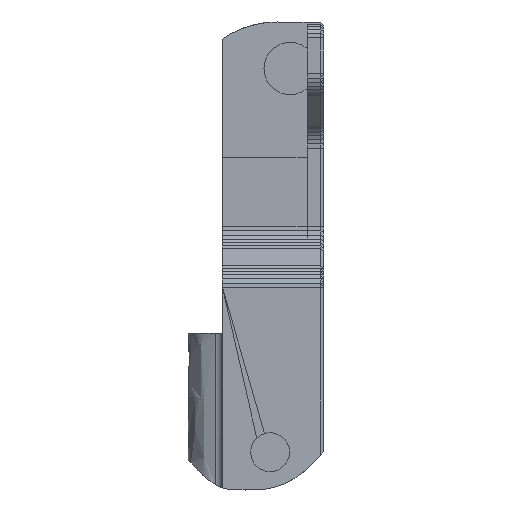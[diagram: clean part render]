
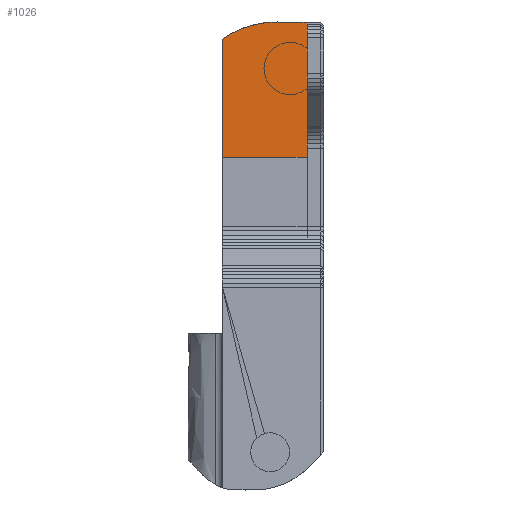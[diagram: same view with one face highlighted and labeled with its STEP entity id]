
A CAD part, front view. The second image highlights one B-rep face of the part: STEP entity #1026.
In plain terms, the highlighted planar face has unit normal (0, -1, 0).
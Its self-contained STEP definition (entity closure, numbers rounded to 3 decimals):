
#1026=ADVANCED_FACE('',(#2148),#16345,.T.);
#2148=FACE_OUTER_BOUND('',#3270,.T.);
#3270=EDGE_LOOP('',(#7132,#7133,#7134,#7135,#7136,#7137,#7138,#7139,#7140,
#7141,#7142,#7143,#7144,#7145,#7146));
#7132=ORIENTED_EDGE('',*,*,#9768,.F.);
#7133=ORIENTED_EDGE('',*,*,#9767,.T.);
#7134=ORIENTED_EDGE('',*,*,#9769,.T.);
#7135=ORIENTED_EDGE('',*,*,#10746,.T.);
#7136=ORIENTED_EDGE('',*,*,#10747,.T.);
#7137=ORIENTED_EDGE('',*,*,#10748,.T.);
#7138=ORIENTED_EDGE('',*,*,#10749,.T.);
#7139=ORIENTED_EDGE('',*,*,#10753,.T.);
#7140=ORIENTED_EDGE('',*,*,#10750,.F.);
#7141=ORIENTED_EDGE('',*,*,#10751,.T.);
#7142=ORIENTED_EDGE('',*,*,#10484,.F.);
#7143=ORIENTED_EDGE('',*,*,#9938,.F.);
#7144=ORIENTED_EDGE('',*,*,#9917,.F.);
#7145=ORIENTED_EDGE('',*,*,#9916,.T.);
#7146=ORIENTED_EDGE('',*,*,#9919,.T.);
#9767=EDGE_CURVE('',#14332,#14333,#12482,.T.);
#9768=EDGE_CURVE('',#14332,#14948,#12483,.T.);
#9769=EDGE_CURVE('',#14333,#14949,#12484,.T.);
#9916=EDGE_CURVE('',#14426,#14427,#12631,.T.);
#9917=EDGE_CURVE('',#14426,#14441,#12632,.T.);
#9919=EDGE_CURVE('',#14427,#14948,#12634,.T.);
#9938=EDGE_CURVE('',#14441,#14769,#12653,.T.);
#10484=EDGE_CURVE('',#14769,#14956,#13199,.T.);
#10746=EDGE_CURVE('',#14949,#14950,#13461,.T.);
#10747=EDGE_CURVE('',#14950,#14951,#13462,.T.);
#10748=EDGE_CURVE('',#14951,#14952,#13463,.T.);
#10749=EDGE_CURVE('',#14952,#14954,#13464,.T.);
#10750=EDGE_CURVE('',#14953,#14955,#13465,.T.);
#10751=EDGE_CURVE('',#14953,#14956,#13466,.T.);
#10753=EDGE_CURVE('',#14954,#14955,#13468,.T.);
#12482=B_SPLINE_CURVE_WITH_KNOTS('',1,(#24028,#24029),.UNSPECIFIED.,.F.,
 .F.,(2,2),(0.,1.),.UNSPECIFIED.);
#12483=B_SPLINE_CURVE_WITH_KNOTS('',1,(#24030,#24031),.UNSPECIFIED.,.F.,
 .F.,(2,2),(0.,1.),.UNSPECIFIED.);
#12484=B_SPLINE_CURVE_WITH_KNOTS('',1,(#24032,#24033),.UNSPECIFIED.,.F.,
 .F.,(2,2),(0.,1.),.UNSPECIFIED.);
#12631=B_SPLINE_CURVE_WITH_KNOTS('',1,(#24326,#24327),.UNSPECIFIED.,.F.,
 .F.,(2,2),(0.,1.),.UNSPECIFIED.);
#12632=B_SPLINE_CURVE_WITH_KNOTS('',1,(#24328,#24329),.UNSPECIFIED.,.F.,
 .F.,(2,2),(0.,1.),.UNSPECIFIED.);
#12634=B_SPLINE_CURVE_WITH_KNOTS('',1,(#24332,#24333),.UNSPECIFIED.,.F.,
 .F.,(2,2),(0.,1.),.UNSPECIFIED.);
#12653=B_SPLINE_CURVE_WITH_KNOTS('',1,(#24370,#24371),.UNSPECIFIED.,.F.,
 .F.,(2,2),(0.,1.),.UNSPECIFIED.);
#13199=B_SPLINE_CURVE_WITH_KNOTS('',1,(#25462,#25463),.UNSPECIFIED.,.F.,
 .F.,(2,2),(0.,1.),.UNSPECIFIED.);
#13461=B_SPLINE_CURVE_WITH_KNOTS('',1,(#25986,#25987),.UNSPECIFIED.,.F.,
 .F.,(2,2),(0.,1.),.UNSPECIFIED.);
#13462=B_SPLINE_CURVE_WITH_KNOTS('',1,(#25988,#25989),.UNSPECIFIED.,.F.,
 .F.,(2,2),(0.,1.),.UNSPECIFIED.);
#13463=B_SPLINE_CURVE_WITH_KNOTS('',1,(#25990,#25991),.UNSPECIFIED.,.F.,
 .F.,(2,2),(0.,1.),.UNSPECIFIED.);
#13464=B_SPLINE_CURVE_WITH_KNOTS('',1,(#25992,#25993),.UNSPECIFIED.,.F.,
 .F.,(2,2),(0.,1.),.UNSPECIFIED.);
#13465=B_SPLINE_CURVE_WITH_KNOTS('',1,(#25994,#25995),.UNSPECIFIED.,.F.,
 .F.,(2,2),(0.,1.),.UNSPECIFIED.);
#13466=B_SPLINE_CURVE_WITH_KNOTS('',1,(#25996,#25997),.UNSPECIFIED.,.F.,
 .F.,(2,2),(0.,1.),.UNSPECIFIED.);
#13468=B_SPLINE_CURVE_WITH_KNOTS('',1,(#26000,#26001),.UNSPECIFIED.,.F.,
 .F.,(2,2),(0.,1.),.UNSPECIFIED.);
#14332=VERTEX_POINT('',#20732);
#14333=VERTEX_POINT('',#20733);
#14426=VERTEX_POINT('',#20826);
#14427=VERTEX_POINT('',#20827);
#14441=VERTEX_POINT('',#20841);
#14769=VERTEX_POINT('',#21169);
#14948=VERTEX_POINT('',#21348);
#14949=VERTEX_POINT('',#21349);
#14950=VERTEX_POINT('',#21350);
#14951=VERTEX_POINT('',#21351);
#14952=VERTEX_POINT('',#21352);
#14953=VERTEX_POINT('',#21353);
#14954=VERTEX_POINT('',#21354);
#14955=VERTEX_POINT('',#21355);
#14956=VERTEX_POINT('',#21356);
#16345=PLANE('',#17491);
#17491=AXIS2_PLACEMENT_3D('',#19825,#18590,$);
#18590=DIRECTION('',(0.,-1.,0.));
#19825=CARTESIAN_POINT('',(157.023,267.065,34.842));
#20732=CARTESIAN_POINT('',(177.557,267.065,39.368));
#20733=CARTESIAN_POINT('',(174.057,267.065,39.368));
#20826=CARTESIAN_POINT('',(179.157,267.065,34.197));
#20827=CARTESIAN_POINT('',(179.157,267.065,34.568));
#20841=CARTESIAN_POINT('',(177.557,267.065,34.197));
#21169=CARTESIAN_POINT('',(177.557,267.065,27.821));
#21348=CARTESIAN_POINT('',(177.557,267.065,34.568));
#21349=CARTESIAN_POINT('',(172.907,267.065,39.31));
#21350=CARTESIAN_POINT('',(171.769,267.065,39.138));
#21351=CARTESIAN_POINT('',(170.654,267.065,38.853));
#21352=CARTESIAN_POINT('',(169.573,267.065,38.458));
#21353=CARTESIAN_POINT('',(167.557,267.065,23.368));
#21354=CARTESIAN_POINT('',(168.537,267.065,37.957));
#21355=CARTESIAN_POINT('',(167.557,267.065,37.354));
#21356=CARTESIAN_POINT('',(177.557,267.065,23.368));
#24028=CARTESIAN_POINT('',(177.557,267.065,39.368));
#24029=CARTESIAN_POINT('',(174.057,267.065,39.368));
#24030=CARTESIAN_POINT('',(177.557,267.065,39.368));
#24031=CARTESIAN_POINT('',(177.557,267.065,34.568));
#24032=CARTESIAN_POINT('',(174.057,267.065,39.368));
#24033=CARTESIAN_POINT('',(172.907,267.065,39.31));
#24326=CARTESIAN_POINT('',(179.157,267.065,34.197));
#24327=CARTESIAN_POINT('',(179.157,267.065,34.568));
#24328=CARTESIAN_POINT('',(179.157,267.065,34.197));
#24329=CARTESIAN_POINT('',(177.557,267.065,34.197));
#24332=CARTESIAN_POINT('',(179.157,267.065,34.568));
#24333=CARTESIAN_POINT('',(177.557,267.065,34.568));
#24370=CARTESIAN_POINT('',(177.557,267.065,34.197));
#24371=CARTESIAN_POINT('',(177.557,267.065,27.821));
#25462=CARTESIAN_POINT('',(177.557,267.065,27.821));
#25463=CARTESIAN_POINT('',(177.557,267.065,23.368));
#25986=CARTESIAN_POINT('',(172.907,267.065,39.31));
#25987=CARTESIAN_POINT('',(171.769,267.065,39.138));
#25988=CARTESIAN_POINT('',(171.769,267.065,39.138));
#25989=CARTESIAN_POINT('',(170.654,267.065,38.853));
#25990=CARTESIAN_POINT('',(170.654,267.065,38.853));
#25991=CARTESIAN_POINT('',(169.573,267.065,38.458));
#25992=CARTESIAN_POINT('',(169.573,267.065,38.458));
#25993=CARTESIAN_POINT('',(168.537,267.065,37.957));
#25994=CARTESIAN_POINT('',(167.557,267.065,23.368));
#25995=CARTESIAN_POINT('',(167.557,267.065,37.354));
#25996=CARTESIAN_POINT('',(167.557,267.065,23.368));
#25997=CARTESIAN_POINT('',(177.557,267.065,23.368));
#26000=CARTESIAN_POINT('',(168.537,267.065,37.957));
#26001=CARTESIAN_POINT('',(167.557,267.065,37.354));
